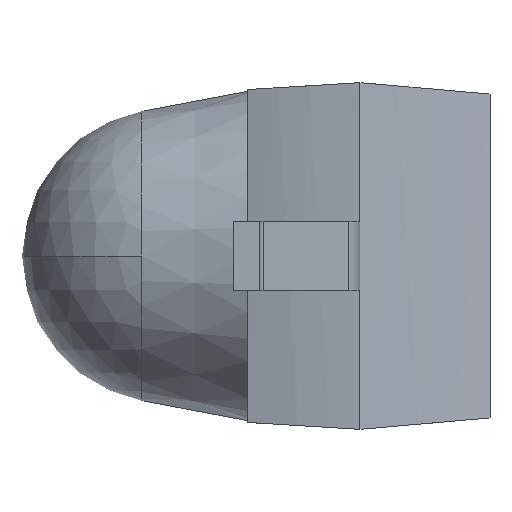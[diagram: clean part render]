
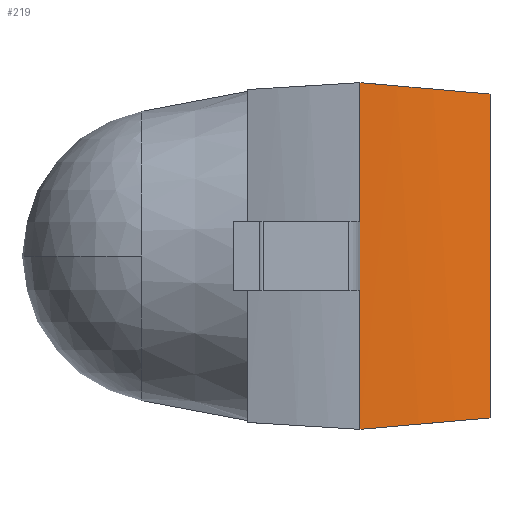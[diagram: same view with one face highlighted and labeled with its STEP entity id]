
A CAD part, left-side view. The second image highlights one B-rep face of the part: STEP entity #219.
In plain terms, the highlighted cylindrical face has radius 2.8 mm (diameter 5.6 mm), a partial arc.
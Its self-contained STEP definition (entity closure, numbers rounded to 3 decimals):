
#28 = ORIENTED_EDGE ( 'NONE', *, *, #808, .T. ) ;
#65 =( BOUNDED_CURVE ( )  B_SPLINE_CURVE ( 3, ( #494, #69, #398, #1192 ),
 .UNSPECIFIED., .F., .T. ) 
 B_SPLINE_CURVE_WITH_KNOTS ( ( 4, 4 ),
 ( 4.349, 4.625 ),
 .UNSPECIFIED. ) 
 CURVE ( )  GEOMETRIC_REPRESENTATION_ITEM ( )  RATIONAL_B_SPLINE_CURVE ( ( 1., 0.994, 0.994, 1. ) ) 
 REPRESENTATION_ITEM ( '' )  );
#69 = CARTESIAN_POINT ( 'NONE',  ( -1.17, -1.089, 0.955 ) ) ;
#79 = CARTESIAN_POINT ( 'NONE',  ( -1.078, -1.33, -0.934 ) ) ;
#98 = CARTESIAN_POINT ( 'NONE',  ( -1.078, -1.33, 0.934 ) ) ;
#115 = EDGE_CURVE ( 'NONE', #1206, #311, #65, .T. ) ;
#138 = DIRECTION ( 'NONE',  ( 0., 0., 1. ) ) ;
#158 = DIRECTION ( 'NONE',  ( 1., 0., 0. ) ) ;
#194 = CARTESIAN_POINT ( 'NONE',  ( -1.25, -0.58, 1. ) ) ;
#219 = ADVANCED_FACE ( 'NONE', ( #950 ), #1077, .T. ) ;
#236 = CARTESIAN_POINT ( 'NONE',  ( -1.078, -1.33, -1. ) ) ;
#311 = VERTEX_POINT ( 'NONE', #194 ) ;
#317 = DIRECTION ( 'NONE',  ( 0., 0., 1. ) ) ;
#346 = CARTESIAN_POINT ( 'NONE',  ( -1.078, -1.33, -0.934 ) ) ;
#383 = ORIENTED_EDGE ( 'NONE', *, *, #115, .T. ) ;
#398 = CARTESIAN_POINT ( 'NONE',  ( -1.228, -0.837, 0.978 ) ) ;
#419 = VECTOR ( 'NONE', #317, 1000. ) ;
#433 =( BOUNDED_CURVE ( )  B_SPLINE_CURVE ( 3, ( #1193, #1176, #1277, #79 ),
 .UNSPECIFIED., .F., .T. ) 
 B_SPLINE_CURVE_WITH_KNOTS ( ( 4, 4 ),
 ( 4.8, 5.075 ),
 .UNSPECIFIED. ) 
 CURVE ( )  GEOMETRIC_REPRESENTATION_ITEM ( )  RATIONAL_B_SPLINE_CURVE ( ( 1., 0.994, 0.994, 1. ) ) 
 REPRESENTATION_ITEM ( '' )  );
#494 = CARTESIAN_POINT ( 'NONE',  ( -1.078, -1.33, 0.934 ) ) ;
#515 = EDGE_CURVE ( 'NONE', #1271, #311, #1025, .T. ) ;
#568 = CARTESIAN_POINT ( 'NONE',  ( 1.539, -0.336, -1. ) ) ;
#695 = VERTEX_POINT ( 'NONE', #346 ) ;
#718 = CARTESIAN_POINT ( 'NONE',  ( -1.25, -0.58, -1. ) ) ;
#803 = VECTOR ( 'NONE', #138, 1000. ) ;
#808 = EDGE_CURVE ( 'NONE', #1271, #695, #433, .T. ) ;
#943 = LINE ( 'NONE', #236, #803 ) ;
#950 = FACE_OUTER_BOUND ( 'NONE', #985, .T. ) ;
#970 = ORIENTED_EDGE ( 'NONE', *, *, #1007, .T. ) ;
#985 = EDGE_LOOP ( 'NONE', ( #383, #1276, #28, #970 ) ) ;
#991 = AXIS2_PLACEMENT_3D ( 'NONE', #568, #1274, #158 ) ;
#1007 = EDGE_CURVE ( 'NONE', #695, #1206, #943, .T. ) ;
#1025 = LINE ( 'NONE', #1029, #419 ) ;
#1029 = CARTESIAN_POINT ( 'NONE',  ( -1.25, -0.58, -1. ) ) ;
#1077 = CYLINDRICAL_SURFACE ( 'NONE', #991, 2.8 ) ;
#1176 = CARTESIAN_POINT ( 'NONE',  ( -1.228, -0.837, -0.978 ) ) ;
#1192 = CARTESIAN_POINT ( 'NONE',  ( -1.25, -0.58, 1. ) ) ;
#1193 = CARTESIAN_POINT ( 'NONE',  ( -1.25, -0.58, -1. ) ) ;
#1206 = VERTEX_POINT ( 'NONE', #98 ) ;
#1271 = VERTEX_POINT ( 'NONE', #718 ) ;
#1274 = DIRECTION ( 'NONE',  ( 0., 0., 1. ) ) ;
#1276 = ORIENTED_EDGE ( 'NONE', *, *, #515, .F. ) ;
#1277 = CARTESIAN_POINT ( 'NONE',  ( -1.17, -1.089, -0.955 ) ) ;
